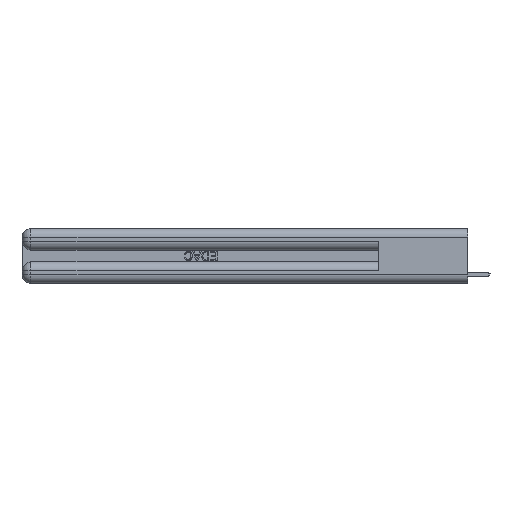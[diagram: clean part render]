
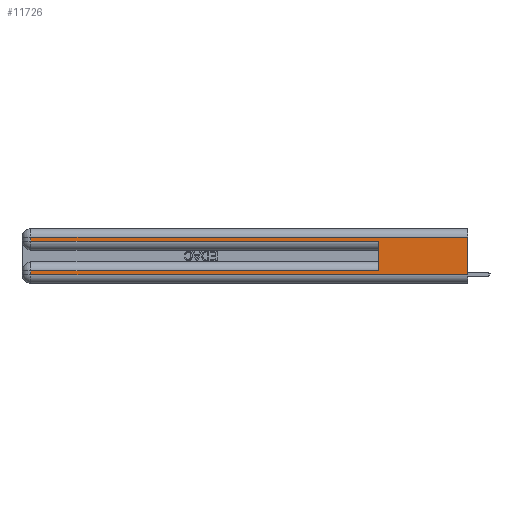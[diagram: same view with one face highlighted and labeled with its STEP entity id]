
A CAD part, left-side view. The second image highlights one B-rep face of the part: STEP entity #11726.
In plain terms, the highlighted planar face has unit normal (-1, 0, 0).
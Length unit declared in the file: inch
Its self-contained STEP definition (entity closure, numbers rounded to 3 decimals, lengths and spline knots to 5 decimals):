
#975 = CARTESIAN_POINT ( 'NONE',  ( 0., 0., 0.31 ) ) ;
#1989 = CARTESIAN_POINT ( 'NONE',  ( 0., 2.94, 0.085 ) ) ;
#2261 = VECTOR ( 'NONE', #30290, 39.37008 ) ;
#2474 = EDGE_CURVE ( 'NONE', #6786, #22321, #12776, .T. ) ;
#2496 = DIRECTION ( 'NONE',  ( 0., -1., 0. ) ) ;
#2691 = CARTESIAN_POINT ( 'NONE',  ( 0., 0., 0.31 ) ) ;
#2819 = ORIENTED_EDGE ( 'NONE', *, *, #14279, .F. ) ;
#3418 = DIRECTION ( 'NONE',  ( 0., 1., 0. ) ) ;
#3501 = EDGE_CURVE ( 'NONE', #21383, #22321, #8247, .T. ) ;
#3680 = ORIENTED_EDGE ( 'NONE', *, *, #23300, .T. ) ;
#4518 = ORIENTED_EDGE ( 'NONE', *, *, #2474, .F. ) ;
#4827 = ORIENTED_EDGE ( 'NONE', *, *, #11733, .T. ) ;
#5392 = LINE ( 'NONE', #6654, #18169 ) ;
#5450 = LINE ( 'NONE', #975, #29209 ) ;
#5962 = CARTESIAN_POINT ( 'NONE',  ( 0., 0., 0.37 ) ) ;
#6654 = CARTESIAN_POINT ( 'NONE',  ( 0., 2.94, 0.37 ) ) ;
#6760 = VECTOR ( 'NONE', #26136, 39.37008 ) ;
#6786 = VERTEX_POINT ( 'NONE', #24416 ) ;
#7705 = EDGE_CURVE ( 'NONE', #14559, #25095, #11137, .T. ) ;
#7774 = VECTOR ( 'NONE', #2496, 39.37008 ) ;
#8247 = LINE ( 'NONE', #30804, #25939 ) ;
#8841 = CARTESIAN_POINT ( 'NONE',  ( 0., 0.6, 0.145 ) ) ;
#8892 = VERTEX_POINT ( 'NONE', #1989 ) ;
#9311 = CARTESIAN_POINT ( 'NONE',  ( 0., 0., 0.085 ) ) ;
#9428 = LINE ( 'NONE', #9311, #6760 ) ;
#9461 = ORIENTED_EDGE ( 'NONE', *, *, #11731, .T. ) ;
#10395 = CARTESIAN_POINT ( 'NONE',  ( 0., 2.94, 0.37 ) ) ;
#10578 = CARTESIAN_POINT ( 'NONE',  ( 0., 2.94, 0.31 ) ) ;
#10801 = VERTEX_POINT ( 'NONE', #10578 ) ;
#10945 = LINE ( 'NONE', #22992, #2261 ) ;
#11137 = LINE ( 'NONE', #31175, #7774 ) ;
#11726 = ADVANCED_FACE ( 'NONE', ( #15943 ), #24919, .F. ) ;
#11731 = EDGE_CURVE ( 'NONE', #29176, #10801, #5450, .T. ) ;
#11733 = EDGE_CURVE ( 'NONE', #10801, #21383, #22771, .T. ) ;
#12776 = LINE ( 'NONE', #8841, #15795 ) ;
#13766 = DIRECTION ( 'NONE',  ( 0., 0., -1. ) ) ;
#14279 = EDGE_CURVE ( 'NONE', #29176, #25095, #10945, .T. ) ;
#14559 = VERTEX_POINT ( 'NONE', #27379 ) ;
#15795 = VECTOR ( 'NONE', #25687, 39.37008 ) ;
#15943 = FACE_OUTER_BOUND ( 'NONE', #17726, .T. ) ;
#16322 = VECTOR ( 'NONE', #27232, 39.37008 ) ;
#17446 = CARTESIAN_POINT ( 'NONE',  ( 0., 2.94, 0.285 ) ) ;
#17726 = EDGE_LOOP ( 'NONE', ( #2819, #9461, #4827, #20775, #4518, #17952, #3680, #28971 ) ) ;
#17952 = ORIENTED_EDGE ( 'NONE', *, *, #25411, .T. ) ;
#18169 = VECTOR ( 'NONE', #13766, 39.37008 ) ;
#19796 = CARTESIAN_POINT ( 'NONE',  ( 0., 0.6, 0.285 ) ) ;
#19969 = CARTESIAN_POINT ( 'NONE',  ( 0., 0., 0.06 ) ) ;
#20775 = ORIENTED_EDGE ( 'NONE', *, *, #3501, .T. ) ;
#21383 = VERTEX_POINT ( 'NONE', #17446 ) ;
#22321 = VERTEX_POINT ( 'NONE', #19796 ) ;
#22771 = LINE ( 'NONE', #10395, #16322 ) ;
#22992 = CARTESIAN_POINT ( 'NONE',  ( 0., 0., 0.37 ) ) ;
#23300 = EDGE_CURVE ( 'NONE', #8892, #14559, #5392, .T. ) ;
#24416 = CARTESIAN_POINT ( 'NONE',  ( 0., 0.6, 0.085 ) ) ;
#24919 = PLANE ( 'NONE',  #29496 ) ;
#25095 = VERTEX_POINT ( 'NONE', #19969 ) ;
#25411 = EDGE_CURVE ( 'NONE', #6786, #8892, #9428, .T. ) ;
#25687 = DIRECTION ( 'NONE',  ( 0., 0., 1. ) ) ;
#25939 = VECTOR ( 'NONE', #26361, 39.37008 ) ;
#26136 = DIRECTION ( 'NONE',  ( 0., 1., 0. ) ) ;
#26361 = DIRECTION ( 'NONE',  ( 0., -1., 0. ) ) ;
#27232 = DIRECTION ( 'NONE',  ( 0., 0., -1. ) ) ;
#27379 = CARTESIAN_POINT ( 'NONE',  ( 0., 2.94, 0.06 ) ) ;
#28971 = ORIENTED_EDGE ( 'NONE', *, *, #7705, .T. ) ;
#29176 = VERTEX_POINT ( 'NONE', #2691 ) ;
#29209 = VECTOR ( 'NONE', #3418, 39.37008 ) ;
#29496 = AXIS2_PLACEMENT_3D ( 'NONE', #5962, #29801, #30108 ) ;
#29801 = DIRECTION ( 'NONE',  ( 1., 0., 0. ) ) ;
#30108 = DIRECTION ( 'NONE',  ( 0., 0., -1. ) ) ;
#30290 = DIRECTION ( 'NONE',  ( 0., 0., -1. ) ) ;
#30804 = CARTESIAN_POINT ( 'NONE',  ( 0., 0., 0.285 ) ) ;
#31175 = CARTESIAN_POINT ( 'NONE',  ( 0., 0., 0.06 ) ) ;
